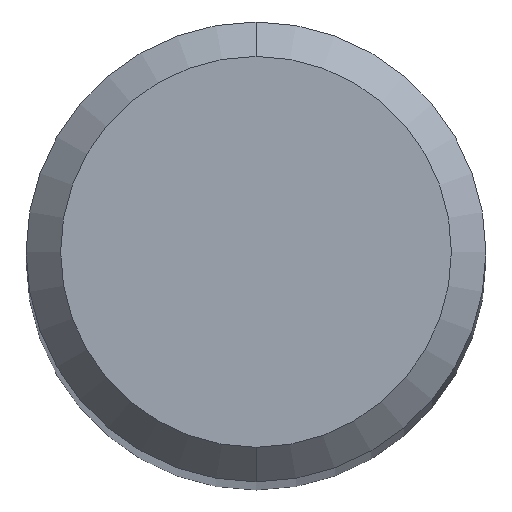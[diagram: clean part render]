
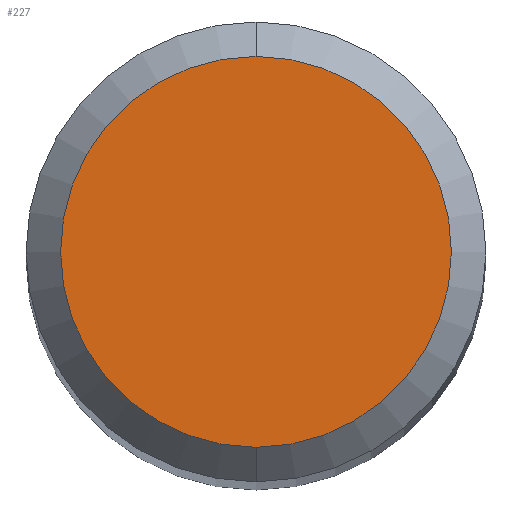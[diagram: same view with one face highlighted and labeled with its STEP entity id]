
A CAD part, top view. The second image highlights one B-rep face of the part: STEP entity #227.
In plain terms, the highlighted planar face has unit normal (0, 0, 1).
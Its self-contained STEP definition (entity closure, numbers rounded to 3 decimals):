
#215=EDGE_CURVE('',#361,#373,#537,.T.);
#227=ADVANCED_FACE('',(#549),#550,.T.);
#361=VERTEX_POINT('',#701);
#373=VERTEX_POINT('',#714);
#431=EDGE_CURVE('',#373,#361,#778,.T.);
#537=CIRCLE('',#907,1.7);
#549=FACE_OUTER_BOUND('',#947,.T.);
#550=PLANE('',#948);
#701=CARTESIAN_POINT('',(0.0,1.7,0.0));
#714=CARTESIAN_POINT('',(0.,-1.7,0.0));
#778=CIRCLE('',#1378,1.7);
#907=AXIS2_PLACEMENT_3D('',#1532,#1533,#1534);
#947=EDGE_LOOP('',(#1538,#1539));
#948=AXIS2_PLACEMENT_3D('',#1540,#1541,#1542);
#1378=AXIS2_PLACEMENT_3D('',#1803,#1804,#1805);
#1532=CARTESIAN_POINT('',(0.0,0.0,0.0));
#1533=DIRECTION('',(0.0,0.0,-1.0));
#1534=DIRECTION('',(0.0,1.0,0.0));
#1538=ORIENTED_EDGE('',*,*,#215,.F.);
#1539=ORIENTED_EDGE('',*,*,#431,.F.);
#1540=CARTESIAN_POINT('',(0.0,0.85,0.0));
#1541=DIRECTION('',(-0.0,0.0,1.0));
#1542=DIRECTION('',(0.0,-1.0,0.0));
#1803=CARTESIAN_POINT('',(0.0,0.0,0.0));
#1804=DIRECTION('',(0.0,0.0,-1.0));
#1805=DIRECTION('',(0.0,1.0,0.0));
